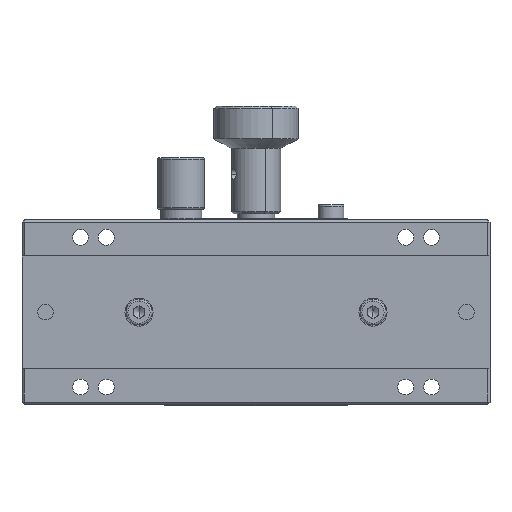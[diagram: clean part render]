
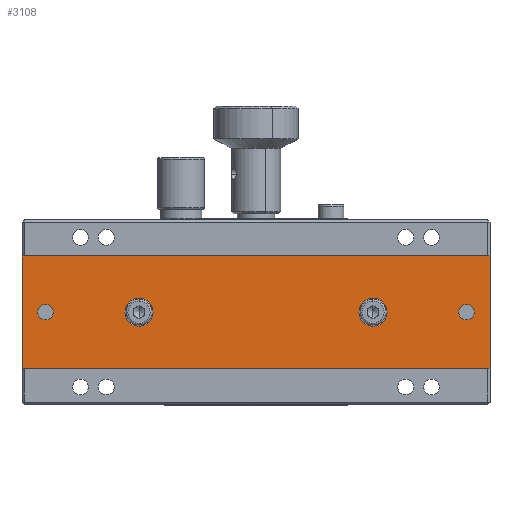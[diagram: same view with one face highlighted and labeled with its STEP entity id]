
A CAD part, front view. The second image highlights one B-rep face of the part: STEP entity #3108.
In plain terms, the highlighted planar face has unit normal (0, -1, 0).
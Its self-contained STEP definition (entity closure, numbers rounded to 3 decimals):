
#22 = DIRECTION ( 'NONE',  ( 0., 0., -1. ) ) ;
#192 = DIRECTION ( 'NONE',  ( 0., 1., 0. ) ) ;
#203 = ORIENTED_EDGE ( 'NONE', *, *, #9087, .T. ) ;
#265 = CARTESIAN_POINT ( 'NONE',  ( -25., 0.5, 3. ) ) ;
#523 = ORIENTED_EDGE ( 'NONE', *, *, #6152, .T. ) ;
#552 = CIRCLE ( 'NONE', #2070, 3. ) ;
#678 = VERTEX_POINT ( 'NONE', #11327 ) ;
#727 = DIRECTION ( 'NONE',  ( 0., 0., -1. ) ) ;
#1209 = DIRECTION ( 'NONE',  ( 0., 1., 0. ) ) ;
#1218 = VERTEX_POINT ( 'NONE', #265 ) ;
#1272 = CARTESIAN_POINT ( 'NONE',  ( 0., 0.5, 0. ) ) ;
#1402 = EDGE_LOOP ( 'NONE', ( #8206, #9979, #203, #9796 ) ) ;
#1465 = DIRECTION ( 'NONE',  ( 0., 1., 0. ) ) ;
#1509 = CIRCLE ( 'NONE', #8362, 3. ) ;
#1854 = CIRCLE ( 'NONE', #8887, 3. ) ;
#1893 = DIRECTION ( 'NONE',  ( 0., 0., -1. ) ) ;
#1980 = DIRECTION ( 'NONE',  ( 0., 1., 0. ) ) ;
#1988 = VERTEX_POINT ( 'NONE', #3495 ) ;
#2070 = AXIS2_PLACEMENT_3D ( 'NONE', #2121, #8230, #10607 ) ;
#2109 = FACE_BOUND ( 'NONE', #7586, .T. ) ;
#2119 = DIRECTION ( 'NONE',  ( 0., 1., 0. ) ) ;
#2121 = CARTESIAN_POINT ( 'NONE',  ( 25., 0.5, 0. ) ) ;
#2414 = VERTEX_POINT ( 'NONE', #15391 ) ;
#2871 = FACE_BOUND ( 'NONE', #8779, .T. ) ;
#2881 = EDGE_CURVE ( 'NONE', #13878, #8663, #6271, .T. ) ;
#3095 = VECTOR ( 'NONE', #727, 1000. ) ;
#3108 = ADVANCED_FACE ( 'NONE', ( #11035, #6462, #2871, #15014, #2109 ), #10910, .T. ) ;
#3267 = EDGE_CURVE ( 'NONE', #8663, #13878, #13116, .T. ) ;
#3495 = CARTESIAN_POINT ( 'NONE',  ( -25., 0.5, -3. ) ) ;
#3669 = DIRECTION ( 'NONE',  ( 0., -1., 0. ) ) ;
#3736 = DIRECTION ( 'NONE',  ( 0., 0., 1. ) ) ;
#4064 = CIRCLE ( 'NONE', #5595, 1.65 ) ;
#4232 = VERTEX_POINT ( 'NONE', #12449 ) ;
#4482 = DIRECTION ( 'NONE',  ( 0., 0., -1. ) ) ;
#4626 = AXIS2_PLACEMENT_3D ( 'NONE', #10550, #2119, #1893 ) ;
#4940 = DIRECTION ( 'NONE',  ( 0., 0., -1. ) ) ;
#4989 = DIRECTION ( 'NONE',  ( 0., 1., 0. ) ) ;
#5152 = CARTESIAN_POINT ( 'NONE',  ( 25., 0.5, 0. ) ) ;
#5167 = CARTESIAN_POINT ( 'NONE',  ( -45., 0.5, -1.65 ) ) ;
#5344 = ORIENTED_EDGE ( 'NONE', *, *, #2881, .T. ) ;
#5420 = CARTESIAN_POINT ( 'NONE',  ( 45., 0.5, 0. ) ) ;
#5595 = AXIS2_PLACEMENT_3D ( 'NONE', #13550, #192, #4940 ) ;
#5715 = VECTOR ( 'NONE', #14763, 1000. ) ;
#5915 = CARTESIAN_POINT ( 'NONE',  ( 45., 0.5, -1.65 ) ) ;
#6152 = EDGE_CURVE ( 'NONE', #4232, #8487, #4064, .T. ) ;
#6250 = LINE ( 'NONE', #6256, #11960 ) ;
#6256 = CARTESIAN_POINT ( 'NONE',  ( 50., 0.5, 12. ) ) ;
#6271 = CIRCLE ( 'NONE', #4626, 1.65 ) ;
#6329 = CARTESIAN_POINT ( 'NONE',  ( 25., 0.5, 3. ) ) ;
#6462 = FACE_BOUND ( 'NONE', #9500, .T. ) ;
#6479 = ORIENTED_EDGE ( 'NONE', *, *, #11792, .T. ) ;
#6789 = DIRECTION ( 'NONE',  ( 0., 0., -1. ) ) ;
#6951 = VERTEX_POINT ( 'NONE', #6329 ) ;
#7030 = DIRECTION ( 'NONE',  ( 0., 0., -1. ) ) ;
#7251 = CARTESIAN_POINT ( 'NONE',  ( -50., 0.5, 12. ) ) ;
#7254 = CARTESIAN_POINT ( 'NONE',  ( -25., 0.5, 0. ) ) ;
#7586 = EDGE_LOOP ( 'NONE', ( #5344, #11787 ) ) ;
#8206 = ORIENTED_EDGE ( 'NONE', *, *, #10442, .T. ) ;
#8230 = DIRECTION ( 'NONE',  ( 0., 1., 0. ) ) ;
#8362 = AXIS2_PLACEMENT_3D ( 'NONE', #15566, #1209, #7030 ) ;
#8378 = VERTEX_POINT ( 'NONE', #10794 ) ;
#8461 = EDGE_CURVE ( 'NONE', #1218, #1988, #1509, .T. ) ;
#8487 = VERTEX_POINT ( 'NONE', #5915 ) ;
#8630 = DIRECTION ( 'NONE',  ( 0., 0., -1. ) ) ;
#8648 = CIRCLE ( 'NONE', #10217, 1.65 ) ;
#8663 = VERTEX_POINT ( 'NONE', #5167 ) ;
#8670 = CARTESIAN_POINT ( 'NONE',  ( -50., 0.5, 12. ) ) ;
#8779 = EDGE_LOOP ( 'NONE', ( #6479, #11659 ) ) ;
#8887 = AXIS2_PLACEMENT_3D ( 'NONE', #5152, #4989, #11097 ) ;
#8961 = LINE ( 'NONE', #8670, #5715 ) ;
#9002 = AXIS2_PLACEMENT_3D ( 'NONE', #14123, #1980, #4482 ) ;
#9074 = AXIS2_PLACEMENT_3D ( 'NONE', #7254, #1465, #8630 ) ;
#9076 = ORIENTED_EDGE ( 'NONE', *, *, #13589, .T. ) ;
#9087 = EDGE_CURVE ( 'NONE', #13957, #2414, #6250, .T. ) ;
#9500 = EDGE_LOOP ( 'NONE', ( #11506, #12681 ) ) ;
#9727 = EDGE_CURVE ( 'NONE', #6951, #8378, #1854, .T. ) ;
#9796 = ORIENTED_EDGE ( 'NONE', *, *, #14216, .T. ) ;
#9836 = DIRECTION ( 'NONE',  ( 1., 0., 0. ) ) ;
#9979 = ORIENTED_EDGE ( 'NONE', *, *, #14147, .T. ) ;
#10001 = CARTESIAN_POINT ( 'NONE',  ( -50., 0.5, -12. ) ) ;
#10025 = EDGE_CURVE ( 'NONE', #8378, #6951, #552, .T. ) ;
#10217 = AXIS2_PLACEMENT_3D ( 'NONE', #5420, #11475, #6789 ) ;
#10442 = EDGE_CURVE ( 'NONE', #13347, #678, #13705, .T. ) ;
#10550 = CARTESIAN_POINT ( 'NONE',  ( -45., 0.5, 0. ) ) ;
#10607 = DIRECTION ( 'NONE',  ( 0., 0., -1. ) ) ;
#10632 = AXIS2_PLACEMENT_3D ( 'NONE', #1272, #3669, #22 ) ;
#10794 = CARTESIAN_POINT ( 'NONE',  ( 25., 0.5, -3. ) ) ;
#10910 = PLANE ( 'NONE',  #10632 ) ;
#11033 = CARTESIAN_POINT ( 'NONE',  ( -45., 0.5, 1.65 ) ) ;
#11035 = FACE_OUTER_BOUND ( 'NONE', #1402, .T. ) ;
#11097 = DIRECTION ( 'NONE',  ( 0., 0., -1. ) ) ;
#11327 = CARTESIAN_POINT ( 'NONE',  ( -50., 0.5, -12. ) ) ;
#11423 = VECTOR ( 'NONE', #9836, 1000. ) ;
#11475 = DIRECTION ( 'NONE',  ( 0., 1., 0. ) ) ;
#11506 = ORIENTED_EDGE ( 'NONE', *, *, #10025, .T. ) ;
#11659 = ORIENTED_EDGE ( 'NONE', *, *, #8461, .T. ) ;
#11787 = ORIENTED_EDGE ( 'NONE', *, *, #3267, .T. ) ;
#11792 = EDGE_CURVE ( 'NONE', #1988, #1218, #14002, .T. ) ;
#11960 = VECTOR ( 'NONE', #3736, 1000. ) ;
#12449 = CARTESIAN_POINT ( 'NONE',  ( 45., 0.5, 1.65 ) ) ;
#12681 = ORIENTED_EDGE ( 'NONE', *, *, #9727, .T. ) ;
#13116 = CIRCLE ( 'NONE', #9002, 1.65 ) ;
#13347 = VERTEX_POINT ( 'NONE', #7251 ) ;
#13532 = CARTESIAN_POINT ( 'NONE',  ( 50., 0.5, -12. ) ) ;
#13550 = CARTESIAN_POINT ( 'NONE',  ( 45., 0.5, 0. ) ) ;
#13589 = EDGE_CURVE ( 'NONE', #8487, #4232, #8648, .T. ) ;
#13705 = LINE ( 'NONE', #15297, #3095 ) ;
#13878 = VERTEX_POINT ( 'NONE', #11033 ) ;
#13957 = VERTEX_POINT ( 'NONE', #13532 ) ;
#14002 = CIRCLE ( 'NONE', #9074, 3. ) ;
#14123 = CARTESIAN_POINT ( 'NONE',  ( -45., 0.5, 0. ) ) ;
#14147 = EDGE_CURVE ( 'NONE', #678, #13957, #14649, .T. ) ;
#14216 = EDGE_CURVE ( 'NONE', #2414, #13347, #8961, .T. ) ;
#14649 = LINE ( 'NONE', #10001, #11423 ) ;
#14763 = DIRECTION ( 'NONE',  ( -1., 0., 0. ) ) ;
#15014 = FACE_BOUND ( 'NONE', #15493, .T. ) ;
#15297 = CARTESIAN_POINT ( 'NONE',  ( -50., 0.5, 12. ) ) ;
#15391 = CARTESIAN_POINT ( 'NONE',  ( 50., 0.5, 12. ) ) ;
#15493 = EDGE_LOOP ( 'NONE', ( #523, #9076 ) ) ;
#15566 = CARTESIAN_POINT ( 'NONE',  ( -25., 0.5, 0. ) ) ;
